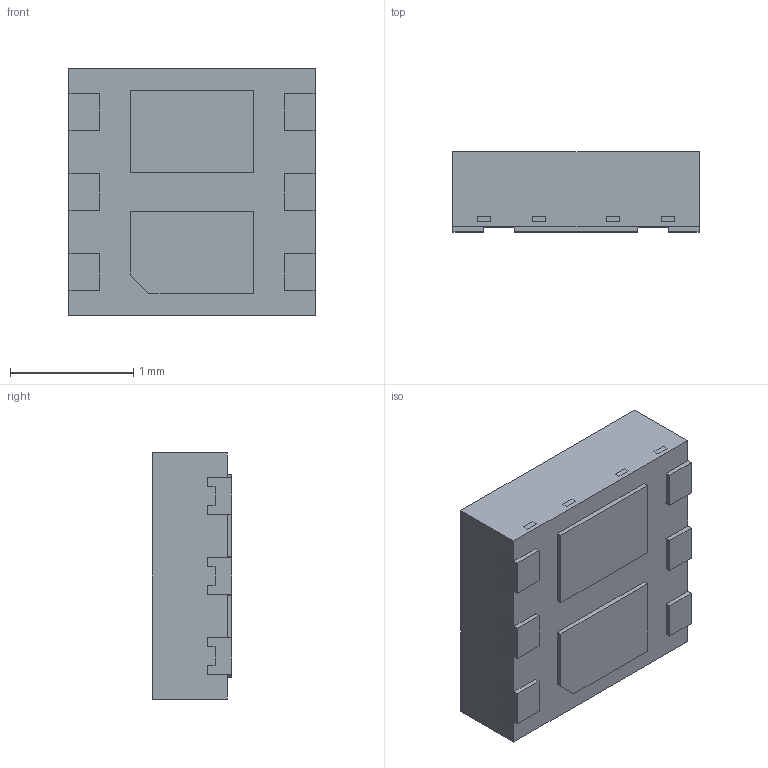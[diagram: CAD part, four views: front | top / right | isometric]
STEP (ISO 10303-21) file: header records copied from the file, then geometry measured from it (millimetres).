
FILE_DESCRIPTION (( 'STEP AP214' ), '1' );
FILE_NAME ('SOT1118.STEP', '2020-09-17T14:26:12', ( '' ), ( '' ), 'SwSTEP 2.0', 'SolidWorks 2017', '' );
FILE_SCHEMA (( 'AUTOMOTIVE_DESIGN' ));
Length unit declared in the file: millimetre
Products named in the file (1): SOT1118
Bounding box: 2 x 0.65 x 2 mm (x, y, z)
Volume: 2.5 mm3; surface area: 19.2 mm2
Topology: 18 solids, 18 shells, 222 faces, 531 edges, 354 vertices
Faces by surface type: plane 218, cylinder 4
Entity records: 6490 total; most frequent: CARTESIAN_POINT 1108, ORIENTED_EDGE 1062, DIRECTION 985, EDGE_CURVE 531, LINE 523, VECTOR 523, VERTEX_POINT 354, AXIS2_PLACEMENT_3D 231
